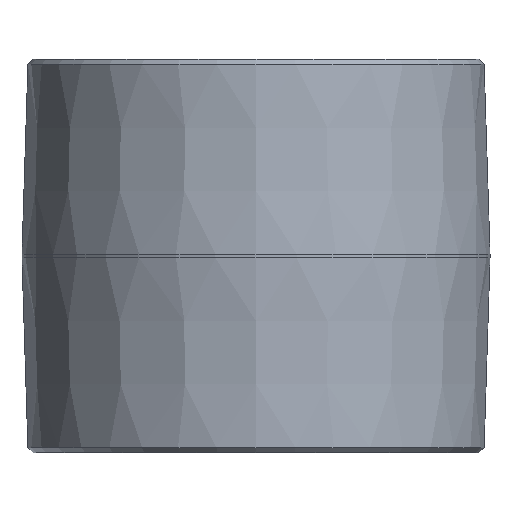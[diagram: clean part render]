
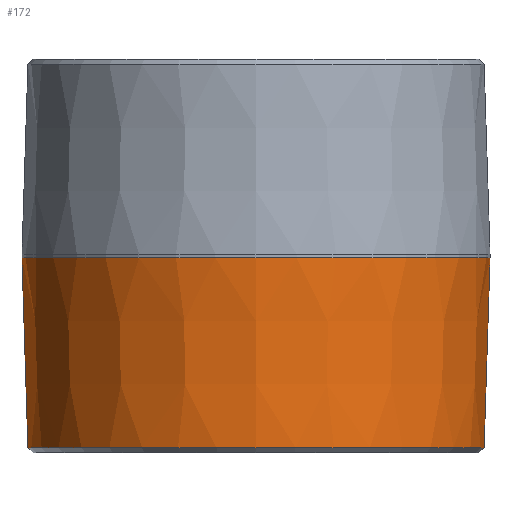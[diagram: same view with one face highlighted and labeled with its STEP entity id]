
A CAD part, front view. The second image highlights one B-rep face of the part: STEP entity #172.
In plain terms, the highlighted conical face has half-angle 1.78 degrees and reference radius 30.226 mm.
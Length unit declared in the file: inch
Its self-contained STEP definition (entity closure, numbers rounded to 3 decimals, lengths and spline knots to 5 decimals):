
#11 = ORIENTED_EDGE ( 'NONE', *, *, #500, .T. ) ;
#12 = CARTESIAN_POINT ( 'NONE',  ( 0., 0., 0.02499 ) ) ;
#43 = AXIS2_PLACEMENT_3D ( 'NONE', #255, #134, #102 ) ;
#52 = CARTESIAN_POINT ( 'NONE',  ( -1.16001, 0., 0.02499 ) ) ;
#71 = CARTESIAN_POINT ( 'NONE',  ( 0., 0., 0.99 ) ) ;
#95 = VERTEX_POINT ( 'NONE', #453 ) ;
#102 = DIRECTION ( 'NONE',  ( -1., 0., 0. ) ) ;
#104 = EDGE_LOOP ( 'NONE', ( #205, #11, #478, #485 ) ) ;
#134 = DIRECTION ( 'NONE',  ( 0., 0., -1. ) ) ;
#138 = CIRCLE ( 'NONE', #43, 1.19 ) ;
#140 = DIRECTION ( 'NONE',  ( 0.031, 0., 1. ) ) ;
#172 = ADVANCED_FACE ( 'NONE', ( #323 ), #503, .T. ) ;
#180 = DIRECTION ( 'NONE',  ( -1., 0., 0. ) ) ;
#182 = LINE ( 'NONE', #522, #233 ) ;
#183 = CIRCLE ( 'NONE', #490, 1.16001 ) ;
#205 = ORIENTED_EDGE ( 'NONE', *, *, #368, .F. ) ;
#223 = CARTESIAN_POINT ( 'NONE',  ( -1.19, 0., 0.99 ) ) ;
#233 = VECTOR ( 'NONE', #140, 39.37008 ) ;
#237 = DIRECTION ( 'NONE',  ( 0., 0., 1. ) ) ;
#255 = CARTESIAN_POINT ( 'NONE',  ( 0., 0., 0.99 ) ) ;
#323 = FACE_OUTER_BOUND ( 'NONE', #104, .T. ) ;
#352 = DIRECTION ( 'NONE',  ( -0.031, 0., 1. ) ) ;
#354 = CARTESIAN_POINT ( 'NONE',  ( 1.16001, 0., 0.02499 ) ) ;
#356 = DIRECTION ( 'NONE',  ( 0., 0., 1. ) ) ;
#357 = VECTOR ( 'NONE', #352, 39.37008 ) ;
#368 = EDGE_CURVE ( 'NONE', #545, #95, #476, .T. ) ;
#402 = EDGE_CURVE ( 'NONE', #435, #95, #138, .T. ) ;
#405 = AXIS2_PLACEMENT_3D ( 'NONE', #71, #237, #411 ) ;
#411 = DIRECTION ( 'NONE',  ( 1., 0., 0. ) ) ;
#435 = VERTEX_POINT ( 'NONE', #524 ) ;
#453 = CARTESIAN_POINT ( 'NONE',  ( -1.19, 0., 0.99 ) ) ;
#476 = LINE ( 'NONE', #223, #357 ) ;
#478 = ORIENTED_EDGE ( 'NONE', *, *, #509, .T. ) ;
#485 = ORIENTED_EDGE ( 'NONE', *, *, #402, .T. ) ;
#490 = AXIS2_PLACEMENT_3D ( 'NONE', #12, #356, #180 ) ;
#500 = EDGE_CURVE ( 'NONE', #545, #507, #183, .T. ) ;
#503 = CONICAL_SURFACE ( 'NONE', #405, 1.19, 0.031 ) ;
#507 = VERTEX_POINT ( 'NONE', #354 ) ;
#509 = EDGE_CURVE ( 'NONE', #507, #435, #182, .T. ) ;
#522 = CARTESIAN_POINT ( 'NONE',  ( 1.19, 0., 0.99 ) ) ;
#524 = CARTESIAN_POINT ( 'NONE',  ( 1.19, 0., 0.99 ) ) ;
#545 = VERTEX_POINT ( 'NONE', #52 ) ;
